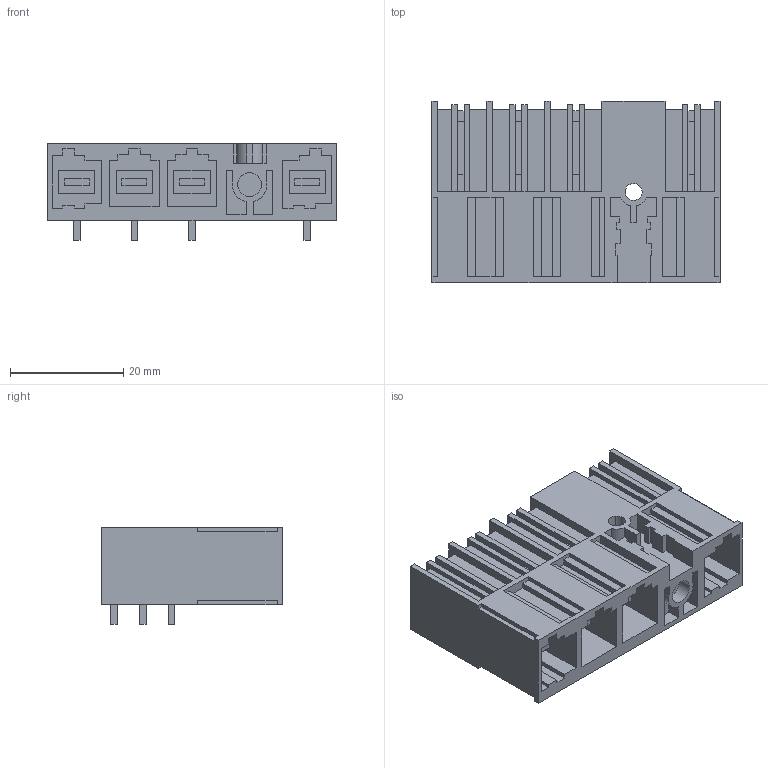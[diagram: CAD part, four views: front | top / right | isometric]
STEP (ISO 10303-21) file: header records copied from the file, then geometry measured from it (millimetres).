
FILE_DESCRIPTION(('CATIA V5 STEP Exchange','CAx-IF Rec.Pracs.--- Model Styling and Organization---1.4--- 2014-01-23'),'2;1');
FILE_NAME ('D1554674_0_2630180000_2630180000.stp','2022-12-14T08:29:29+00:00',('none'),('Weidmueller'),'CATIA Version 5-6 Release 2016 SP3 HF44','CATIA V5 STEP AP214','none');
FILE_SCHEMA(('AUTOMOTIVE_DESIGN { 1 0 10303 214 1 1 1 1 }'));
Length unit declared in the file: millimetre
Products named in the file (1): 2630180000
Bounding box: 50.8 x 32 x 17.1 mm (x, y, z)
Volume: 14321.9 mm3; surface area: 13083.7 mm2
Topology: 5 solids, 5 shells, 459 faces, 1302 edges, 872 vertices
Faces by surface type: plane 439, cylinder 20
Entity records: 14067 total; most frequent: ORIENTED_EDGE 2604, CARTESIAN_POINT 2452, DIRECTION 1839, EDGE_CURVE 1302, VECTOR 1262, LINE 1262, VERTEX_POINT 872, EDGE_LOOP 488
